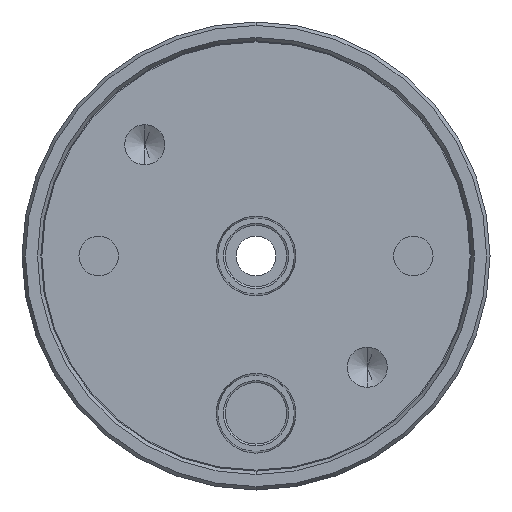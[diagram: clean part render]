
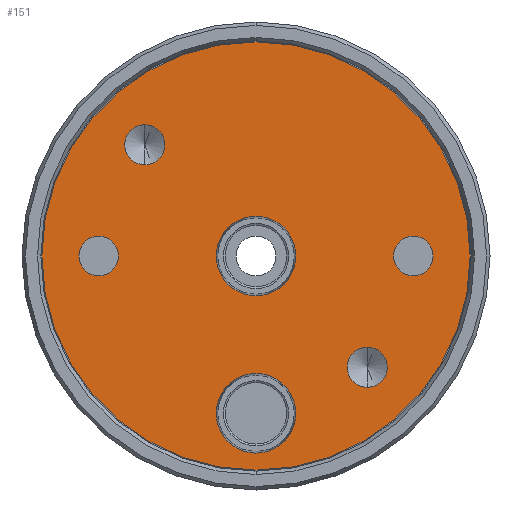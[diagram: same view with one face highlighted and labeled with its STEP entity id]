
A CAD part, front view. The second image highlights one B-rep face of the part: STEP entity #151.
In plain terms, the highlighted planar face has unit normal (0, -1, 0).
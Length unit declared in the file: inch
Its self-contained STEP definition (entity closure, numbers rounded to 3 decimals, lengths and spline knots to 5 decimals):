
#7 = CARTESIAN_POINT ( 'NONE',  ( 0., 0., -1.089 ) ) ;
#19 = CARTESIAN_POINT ( 'NONE',  ( 0., 0., -1.0025 ) ) ;
#21 = AXIS2_PLACEMENT_3D ( 'NONE', #512, #968, #2098 ) ;
#23 = DIRECTION ( 'NONE',  ( 0., 0., 1. ) ) ;
#26 = EDGE_LOOP ( 'NONE', ( #2175, #2711 ) ) ;
#59 = CIRCLE ( 'NONE', #680, 0.2025 ) ;
#83 = DIRECTION ( 'NONE',  ( 0., -1., 0. ) ) ;
#87 = FACE_OUTER_BOUND ( 'NONE', #1534, .T. ) ;
#90 = DIRECTION ( 'NONE',  ( 0., -1., 0. ) ) ;
#98 = AXIS2_PLACEMENT_3D ( 'NONE', #1677, #1644, #2762 ) ;
#102 = CARTESIAN_POINT ( 'NONE',  ( 0., 0., -0.5975 ) ) ;
#131 = CIRCLE ( 'NONE', #1804, 0.2025 ) ;
#138 = EDGE_CURVE ( 'NONE', #1192, #1576, #59, .T. ) ;
#150 = CARTESIAN_POINT ( 'NONE',  ( -0.8, 0., -0.1005 ) ) ;
#151 = ADVANCED_FACE ( 'NONE', ( #929, #1844, #720, #1610, #2505, #791, #87 ), #549, .F. ) ;
#156 = CIRCLE ( 'NONE', #2522, 1.089 ) ;
#165 = DIRECTION ( 'NONE',  ( 0., -1., 0. ) ) ;
#222 = CIRCLE ( 'NONE', #98, 1.089 ) ;
#236 = CIRCLE ( 'NONE', #1482, 0.1005 ) ;
#241 = AXIS2_PLACEMENT_3D ( 'NONE', #874, #165, #1565 ) ;
#306 = CARTESIAN_POINT ( 'NONE',  ( 0.56569, 0., -0.66725 ) ) ;
#329 = DIRECTION ( 'NONE',  ( 0., 0., 1. ) ) ;
#331 = CARTESIAN_POINT ( 'NONE',  ( 0., 0., 0. ) ) ;
#339 = CIRCLE ( 'NONE', #737, 0.1005 ) ;
#401 = VERTEX_POINT ( 'NONE', #306 ) ;
#409 = EDGE_CURVE ( 'NONE', #1314, #2517, #236, .T. ) ;
#428 = EDGE_LOOP ( 'NONE', ( #2019, #1458 ) ) ;
#444 = EDGE_CURVE ( 'NONE', #2517, #1314, #339, .T. ) ;
#452 = CARTESIAN_POINT ( 'NONE',  ( 0.8, 0., 0.1005 ) ) ;
#475 = AXIS2_PLACEMENT_3D ( 'NONE', #2108, #83, #329 ) ;
#481 = EDGE_LOOP ( 'NONE', ( #2064, #2235 ) ) ;
#512 = CARTESIAN_POINT ( 'NONE',  ( -0.8, 0., 0. ) ) ;
#536 = AXIS2_PLACEMENT_3D ( 'NONE', #1959, #1476, #2633 ) ;
#549 = PLANE ( 'NONE',  #1915 ) ;
#570 = CIRCLE ( 'NONE', #1695, 0.10156 ) ;
#580 = DIRECTION ( 'NONE',  ( 0., 1., 0. ) ) ;
#632 = DIRECTION ( 'NONE',  ( 0., -1., 0. ) ) ;
#673 = EDGE_CURVE ( 'NONE', #2371, #804, #2094, .T. ) ;
#680 = AXIS2_PLACEMENT_3D ( 'NONE', #2049, #2487, #23 ) ;
#696 = CARTESIAN_POINT ( 'NONE',  ( 0., 0., 0. ) ) ;
#703 = DIRECTION ( 'NONE',  ( 0., -1., 0. ) ) ;
#720 = FACE_BOUND ( 'NONE', #26, .T. ) ;
#737 = AXIS2_PLACEMENT_3D ( 'NONE', #2340, #1207, #2104 ) ;
#762 = AXIS2_PLACEMENT_3D ( 'NONE', #951, #2507, #1168 ) ;
#770 = EDGE_LOOP ( 'NONE', ( #1760, #2321 ) ) ;
#791 = FACE_BOUND ( 'NONE', #481, .T. ) ;
#804 = VERTEX_POINT ( 'NONE', #2320 ) ;
#823 = CARTESIAN_POINT ( 'NONE',  ( -0.8, 0., 0.1005 ) ) ;
#874 = CARTESIAN_POINT ( 'NONE',  ( -0.56569, 0., 0.56569 ) ) ;
#878 = VERTEX_POINT ( 'NONE', #19 ) ;
#929 = FACE_BOUND ( 'NONE', #428, .T. ) ;
#937 = EDGE_CURVE ( 'NONE', #2248, #1302, #156, .T. ) ;
#951 = CARTESIAN_POINT ( 'NONE',  ( -0.56569, 0., 0.56569 ) ) ;
#968 = DIRECTION ( 'NONE',  ( 0., -1., 0. ) ) ;
#978 = CARTESIAN_POINT ( 'NONE',  ( 0.8, 0., -0.1005 ) ) ;
#1025 = CARTESIAN_POINT ( 'NONE',  ( -0.56569, 0., 0.46412 ) ) ;
#1049 = CIRCLE ( 'NONE', #475, 0.2025 ) ;
#1095 = CARTESIAN_POINT ( 'NONE',  ( 0.56569, 0., -0.56569 ) ) ;
#1101 = EDGE_LOOP ( 'NONE', ( #2083, #1971 ) ) ;
#1154 = DIRECTION ( 'NONE',  ( 0., 0., 1. ) ) ;
#1168 = DIRECTION ( 'NONE',  ( 0., 0., 1. ) ) ;
#1192 = VERTEX_POINT ( 'NONE', #2148 ) ;
#1207 = DIRECTION ( 'NONE',  ( 0., -1., 0. ) ) ;
#1253 = CARTESIAN_POINT ( 'NONE',  ( 0.56569, 0., -0.56569 ) ) ;
#1278 = CIRCLE ( 'NONE', #2903, 0.1005 ) ;
#1302 = VERTEX_POINT ( 'NONE', #1451 ) ;
#1303 = CIRCLE ( 'NONE', #21, 0.1005 ) ;
#1314 = VERTEX_POINT ( 'NONE', #978 ) ;
#1315 = EDGE_CURVE ( 'NONE', #2456, #2466, #1303, .T. ) ;
#1366 = CIRCLE ( 'NONE', #536, 0.2025 ) ;
#1405 = ORIENTED_EDGE ( 'NONE', *, *, #138, .F. ) ;
#1451 = CARTESIAN_POINT ( 'NONE',  ( 0., 0., 1.089 ) ) ;
#1458 = ORIENTED_EDGE ( 'NONE', *, *, #2504, .F. ) ;
#1476 = DIRECTION ( 'NONE',  ( 0., -1., 0. ) ) ;
#1482 = AXIS2_PLACEMENT_3D ( 'NONE', #2787, #1687, #2087 ) ;
#1497 = EDGE_CURVE ( 'NONE', #2775, #401, #570, .T. ) ;
#1529 = DIRECTION ( 'NONE',  ( 0., 0., 1. ) ) ;
#1534 = EDGE_LOOP ( 'NONE', ( #1560, #2299 ) ) ;
#1546 = DIRECTION ( 'NONE',  ( 0., -1., 0. ) ) ;
#1554 = ORIENTED_EDGE ( 'NONE', *, *, #2265, .F. ) ;
#1560 = ORIENTED_EDGE ( 'NONE', *, *, #2751, .T. ) ;
#1565 = DIRECTION ( 'NONE',  ( 0., 0., 1. ) ) ;
#1576 = VERTEX_POINT ( 'NONE', #2152 ) ;
#1610 = FACE_BOUND ( 'NONE', #1101, .T. ) ;
#1644 = DIRECTION ( 'NONE',  ( 0., -1., 0. ) ) ;
#1661 = CIRCLE ( 'NONE', #2256, 0.10156 ) ;
#1677 = CARTESIAN_POINT ( 'NONE',  ( 0., 0., 0. ) ) ;
#1682 = DIRECTION ( 'NONE',  ( 0., 0., 1. ) ) ;
#1687 = DIRECTION ( 'NONE',  ( 0., -1., 0. ) ) ;
#1695 = AXIS2_PLACEMENT_3D ( 'NONE', #1253, #2144, #2854 ) ;
#1723 = DIRECTION ( 'NONE',  ( 0., 0., -1. ) ) ;
#1760 = ORIENTED_EDGE ( 'NONE', *, *, #2291, .F. ) ;
#1804 = AXIS2_PLACEMENT_3D ( 'NONE', #2287, #703, #1154 ) ;
#1844 = FACE_BOUND ( 'NONE', #770, .T. ) ;
#1909 = VERTEX_POINT ( 'NONE', #102 ) ;
#1915 = AXIS2_PLACEMENT_3D ( 'NONE', #331, #580, #1723 ) ;
#1959 = CARTESIAN_POINT ( 'NONE',  ( 0., 0., -0.8 ) ) ;
#1971 = ORIENTED_EDGE ( 'NONE', *, *, #2365, .F. ) ;
#2019 = ORIENTED_EDGE ( 'NONE', *, *, #1497, .F. ) ;
#2049 = CARTESIAN_POINT ( 'NONE',  ( 0., 0., 0. ) ) ;
#2064 = ORIENTED_EDGE ( 'NONE', *, *, #2872, .F. ) ;
#2083 = ORIENTED_EDGE ( 'NONE', *, *, #1315, .F. ) ;
#2087 = DIRECTION ( 'NONE',  ( 0., 0., 1. ) ) ;
#2094 = CIRCLE ( 'NONE', #241, 0.10156 ) ;
#2098 = DIRECTION ( 'NONE',  ( 0., 0., 1. ) ) ;
#2104 = DIRECTION ( 'NONE',  ( 0., 0., 1. ) ) ;
#2108 = CARTESIAN_POINT ( 'NONE',  ( 0., 0., -0.8 ) ) ;
#2144 = DIRECTION ( 'NONE',  ( 0., -1., 0. ) ) ;
#2148 = CARTESIAN_POINT ( 'NONE',  ( 0., 0., 0.2025 ) ) ;
#2152 = CARTESIAN_POINT ( 'NONE',  ( 0., 0., -0.2025 ) ) ;
#2175 = ORIENTED_EDGE ( 'NONE', *, *, #444, .F. ) ;
#2222 = DIRECTION ( 'NONE',  ( 0., 0., 1. ) ) ;
#2235 = ORIENTED_EDGE ( 'NONE', *, *, #2858, .F. ) ;
#2248 = VERTEX_POINT ( 'NONE', #7 ) ;
#2256 = AXIS2_PLACEMENT_3D ( 'NONE', #1095, #632, #2222 ) ;
#2265 = EDGE_CURVE ( 'NONE', #1576, #1192, #131, .T. ) ;
#2287 = CARTESIAN_POINT ( 'NONE',  ( 0., 0., 0. ) ) ;
#2291 = EDGE_CURVE ( 'NONE', #804, #2371, #2489, .T. ) ;
#2299 = ORIENTED_EDGE ( 'NONE', *, *, #937, .T. ) ;
#2313 = CARTESIAN_POINT ( 'NONE',  ( 0.56569, 0., -0.46412 ) ) ;
#2320 = CARTESIAN_POINT ( 'NONE',  ( -0.56569, 0., 0.66725 ) ) ;
#2321 = ORIENTED_EDGE ( 'NONE', *, *, #673, .F. ) ;
#2340 = CARTESIAN_POINT ( 'NONE',  ( 0.8, 0., 0. ) ) ;
#2365 = EDGE_CURVE ( 'NONE', #2466, #2456, #1278, .T. ) ;
#2371 = VERTEX_POINT ( 'NONE', #1025 ) ;
#2392 = EDGE_LOOP ( 'NONE', ( #1405, #1554 ) ) ;
#2456 = VERTEX_POINT ( 'NONE', #823 ) ;
#2466 = VERTEX_POINT ( 'NONE', #150 ) ;
#2487 = DIRECTION ( 'NONE',  ( 0., -1., 0. ) ) ;
#2489 = CIRCLE ( 'NONE', #762, 0.10156 ) ;
#2504 = EDGE_CURVE ( 'NONE', #401, #2775, #1661, .T. ) ;
#2505 = FACE_BOUND ( 'NONE', #2392, .T. ) ;
#2507 = DIRECTION ( 'NONE',  ( 0., -1., 0. ) ) ;
#2517 = VERTEX_POINT ( 'NONE', #452 ) ;
#2522 = AXIS2_PLACEMENT_3D ( 'NONE', #696, #1546, #1529 ) ;
#2633 = DIRECTION ( 'NONE',  ( 0., 0., 1. ) ) ;
#2711 = ORIENTED_EDGE ( 'NONE', *, *, #409, .F. ) ;
#2751 = EDGE_CURVE ( 'NONE', #1302, #2248, #222, .T. ) ;
#2762 = DIRECTION ( 'NONE',  ( 0., 0., 1. ) ) ;
#2769 = CARTESIAN_POINT ( 'NONE',  ( -0.8, 0., 0. ) ) ;
#2775 = VERTEX_POINT ( 'NONE', #2313 ) ;
#2787 = CARTESIAN_POINT ( 'NONE',  ( 0.8, 0., 0. ) ) ;
#2854 = DIRECTION ( 'NONE',  ( 0., 0., 1. ) ) ;
#2858 = EDGE_CURVE ( 'NONE', #878, #1909, #1049, .T. ) ;
#2872 = EDGE_CURVE ( 'NONE', #1909, #878, #1366, .T. ) ;
#2903 = AXIS2_PLACEMENT_3D ( 'NONE', #2769, #90, #1682 ) ;
